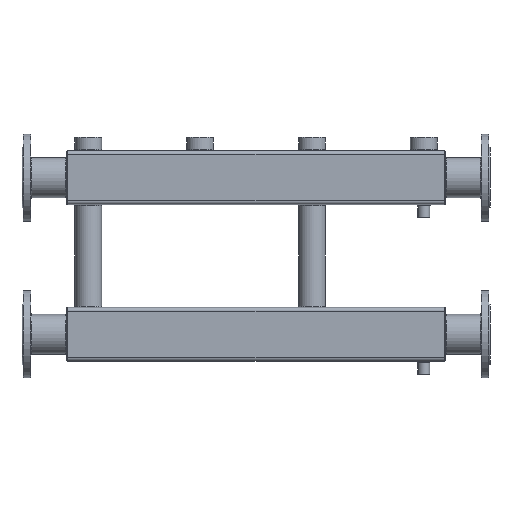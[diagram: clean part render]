
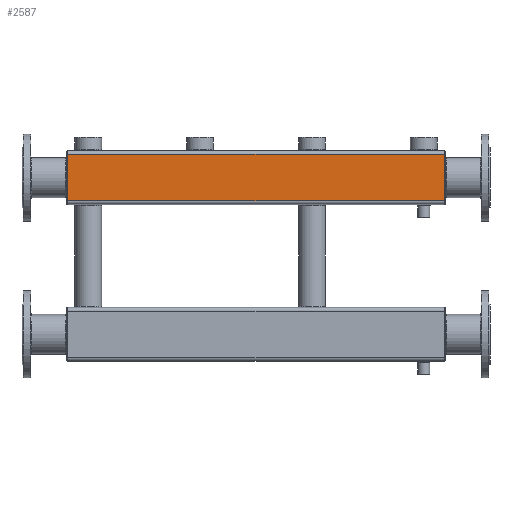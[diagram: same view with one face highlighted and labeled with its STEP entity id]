
A CAD part, left-side view. The second image highlights one B-rep face of the part: STEP entity #2587.
In plain terms, the highlighted planar face has unit normal (-1, 0, 0).
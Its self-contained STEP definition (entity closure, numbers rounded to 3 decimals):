
#2587=ADVANCED_FACE('',(#7125),#7127,.T.);
#7125=FACE_BOUND('',#7126,.T.);
#7126=EDGE_LOOP('',(#10579,#10580,#10581,#10582));
#7127=PLANE('',#7128);
#7128=AXIS2_PLACEMENT_3D('',#7129,#7130,#7131);
#7129=CARTESIAN_POINT('',(-60.,0.,-52.));
#7130=DIRECTION('',(-1.,0.,0.));
#7131=DIRECTION('',(0.,0.,1.));
#10579=ORIENTED_EDGE('',*,*,#12012,.T.);
#10580=ORIENTED_EDGE('',*,*,#12007,.T.);
#10581=ORIENTED_EDGE('',*,*,#11994,.F.);
#10582=ORIENTED_EDGE('',*,*,#12024,.F.);
#11994=EDGE_CURVE('',#13623,#13624,#13625,.T.);
#12007=EDGE_CURVE('',#13644,#13624,#13645,.T.);
#12012=EDGE_CURVE('',#13652,#13644,#13653,.T.);
#12024=EDGE_CURVE('',#13652,#13623,#13673,.T.);
#13623=VERTEX_POINT('',#20483);
#13624=VERTEX_POINT('',#20484);
#13625=LINE('',#20485,#20486);
#13644=VERTEX_POINT('',#20542);
#13645=LINE('',#20543,#20544);
#13652=VERTEX_POINT('',#20564);
#13653=LINE('',#20565,#20566);
#13673=LINE('',#20620,#20621);
#20483=CARTESIAN_POINT('',(-60.,-1.,-52.));
#20484=CARTESIAN_POINT('',(-60.,841.,-52.));
#20485=CARTESIAN_POINT('',(-60.,-1.,-52.));
#20486=VECTOR('',#20487,1.);
#20487=DIRECTION('',(0.,1.,0.));
#20542=CARTESIAN_POINT('',(-60.,841.,52.));
#20543=CARTESIAN_POINT('',(-60.,841.,52.));
#20544=VECTOR('',#20545,1.);
#20545=DIRECTION('',(0.,0.,-1.));
#20564=CARTESIAN_POINT('',(-60.,-1.,52.));
#20565=CARTESIAN_POINT('',(-60.,-1.,52.));
#20566=VECTOR('',#20567,1.);
#20567=DIRECTION('',(0.,1.,0.));
#20620=CARTESIAN_POINT('',(-60.,-1.,52.));
#20621=VECTOR('',#20622,1.);
#20622=DIRECTION('',(0.,0.,-1.));
